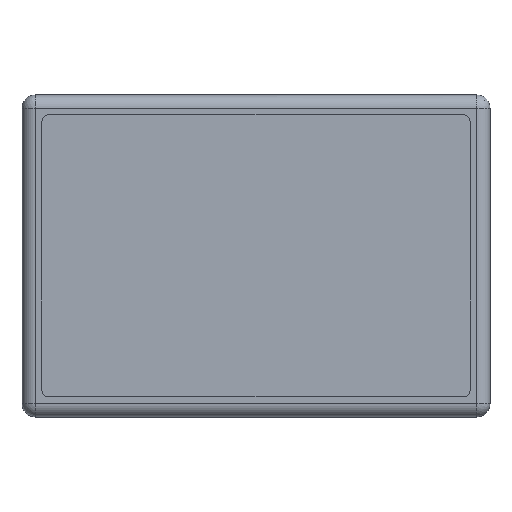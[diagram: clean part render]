
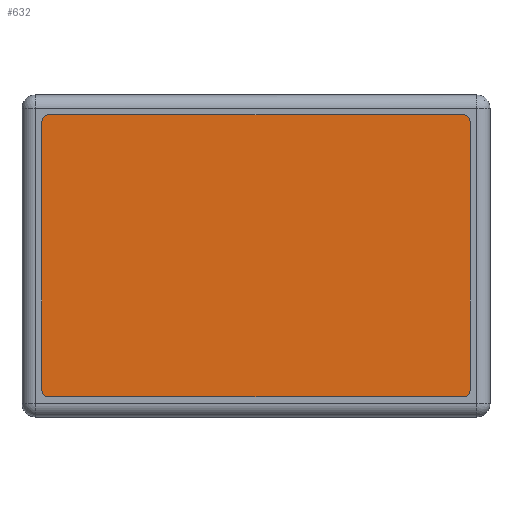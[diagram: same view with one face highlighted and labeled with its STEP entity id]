
A CAD part, top view. The second image highlights one B-rep face of the part: STEP entity #632.
In plain terms, the highlighted planar face has unit normal (0, 0, 1).
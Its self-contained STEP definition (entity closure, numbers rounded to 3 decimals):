
#55=PLANE($,#739);
#108=FACE_OUTER_BOUND($,#165,.T.);
#165=EDGE_LOOP($,(#543,#544,#545,#546,#547,#548,#549,#550));
#199=LINE($,#1091,#235);
#204=LINE($,#1105,#240);
#208=LINE($,#1117,#244);
#212=LINE($,#1129,#248);
#235=VECTOR($,#898,62.5);
#240=VECTOR($,#911,40.5);
#244=VECTOR($,#923,62.5);
#248=VECTOR($,#935,40.5);
#277=CIRCLE($,#725,1.);
#279=CIRCLE($,#729,1.);
#281=CIRCLE($,#733,1.);
#283=CIRCLE($,#737,1.);
#321=VERTEX_POINT($,#1089);
#322=VERTEX_POINT($,#1090);
#325=VERTEX_POINT($,#1098);
#327=VERTEX_POINT($,#1104);
#329=VERTEX_POINT($,#1110);
#331=VERTEX_POINT($,#1116);
#333=VERTEX_POINT($,#1122);
#335=VERTEX_POINT($,#1128);
#389=EDGE_CURVE($,#321,#322,#199,.T.);
#393=EDGE_CURVE($,#322,#325,#277,.T.);
#396=EDGE_CURVE($,#325,#327,#204,.T.);
#399=EDGE_CURVE($,#327,#329,#279,.T.);
#402=EDGE_CURVE($,#329,#331,#208,.T.);
#405=EDGE_CURVE($,#331,#333,#281,.T.);
#408=EDGE_CURVE($,#333,#335,#212,.T.);
#411=EDGE_CURVE($,#335,#321,#283,.T.);
#543=ORIENTED_EDGE($,*,*,#411,.T.);
#544=ORIENTED_EDGE($,*,*,#389,.T.);
#545=ORIENTED_EDGE($,*,*,#393,.T.);
#546=ORIENTED_EDGE($,*,*,#396,.T.);
#547=ORIENTED_EDGE($,*,*,#399,.T.);
#548=ORIENTED_EDGE($,*,*,#402,.T.);
#549=ORIENTED_EDGE($,*,*,#405,.T.);
#550=ORIENTED_EDGE($,*,*,#408,.T.);
#632=ADVANCED_FACE($,(#108),#55,.T.);
#725=AXIS2_PLACEMENT_3D($,#1099,#904,#905);
#729=AXIS2_PLACEMENT_3D($,#1111,#916,#917);
#733=AXIS2_PLACEMENT_3D($,#1123,#928,#929);
#737=AXIS2_PLACEMENT_3D($,#1134,#940,#941);
#739=AXIS2_PLACEMENT_3D($,#1136,#944,#945);
#898=DIRECTION($,(-1.,0.,0.));
#904=DIRECTION('center_axis',(0.,0.,1.));
#905=DIRECTION('ref_axis',(0.,1.,0.));
#911=DIRECTION($,(0.,-1.,0.));
#916=DIRECTION('center_axis',(0.,0.,1.));
#917=DIRECTION('ref_axis',(-1.,0.,0.));
#923=DIRECTION($,(1.,0.,0.));
#928=DIRECTION('center_axis',(0.,0.,1.));
#929=DIRECTION('ref_axis',(0.,-1.,0.));
#935=DIRECTION($,(0.,1.,0.));
#940=DIRECTION('center_axis',(0.,0.,1.));
#941=DIRECTION('ref_axis',(1.,0.,0.));
#944=DIRECTION('center_axis',(0.,0.,1.));
#945=DIRECTION('ref_axis',(1.,0.,0.));
#1089=CARTESIAN_POINT('',(31.25,21.25,22.5));
#1090=CARTESIAN_POINT('',(-31.25,21.25,22.5));
#1091=CARTESIAN_POINT($,(31.25,21.25,22.5));
#1098=CARTESIAN_POINT('',(-32.25,20.25,22.5));
#1099=CARTESIAN_POINT('Origin',(-31.25,20.25,22.5));
#1104=CARTESIAN_POINT('',(-32.25,-20.25,22.5));
#1105=CARTESIAN_POINT($,(-32.25,20.25,22.5));
#1110=CARTESIAN_POINT('',(-31.25,-21.25,22.5));
#1111=CARTESIAN_POINT('Origin',(-31.25,-20.25,22.5));
#1116=CARTESIAN_POINT('',(31.25,-21.25,22.5));
#1117=CARTESIAN_POINT($,(-31.25,-21.25,22.5));
#1122=CARTESIAN_POINT('',(32.25,-20.25,22.5));
#1123=CARTESIAN_POINT('Origin',(31.25,-20.25,22.5));
#1128=CARTESIAN_POINT('',(32.25,20.25,22.5));
#1129=CARTESIAN_POINT($,(32.25,-20.25,22.5));
#1134=CARTESIAN_POINT('Origin',(31.25,20.25,22.5));
#1136=CARTESIAN_POINT('Origin',(0.,0.,
22.5));
